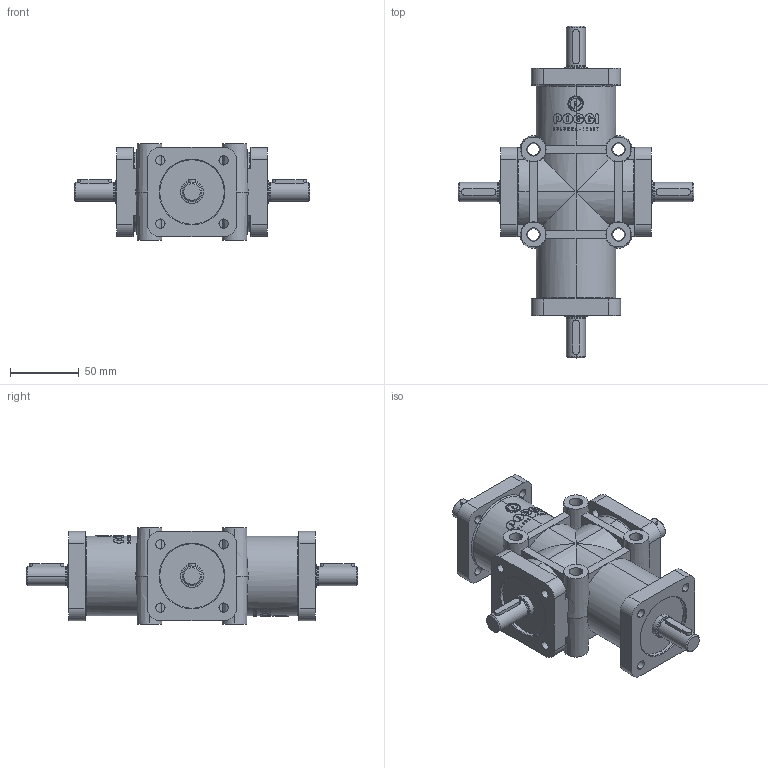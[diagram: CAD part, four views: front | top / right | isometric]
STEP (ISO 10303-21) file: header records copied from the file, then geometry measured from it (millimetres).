
FILE_DESCRIPTION(('STEP AP214'),'1');
FILE_NAME('182006111.stp','2017-07-12T12:55:15',('TraceParts'),('TraceParts S.A.'),'Spatial InterOp 3D',' ',' ');
FILE_SCHEMA(('automotive_design'));
Length unit declared in the file: millimetre
Products named in the file (1): 182006111
Bounding box: 172 x 242 x 70 mm (x, y, z)
Volume: 759419.4 mm3; surface area: 91750.1 mm2
Topology: 1 solids, 1 shells, 801 faces, 2139 edges, 1384 vertices
Faces by surface type: bspline 252, plane 249, cylinder 196, cone 60, torus 44
Entity records: 53085 total; most frequent: CARTESIAN_POINT 29575, ORIENTED_EDGE 4278, DIRECTION 2413, EDGE_CURVE 2139, VERTEX_POINT 1384, B_SPLINE_CURVE_WITH_KNOTS 1316, AXIS2_PLACEMENT_3D 1040, EDGE_LOOP 885
